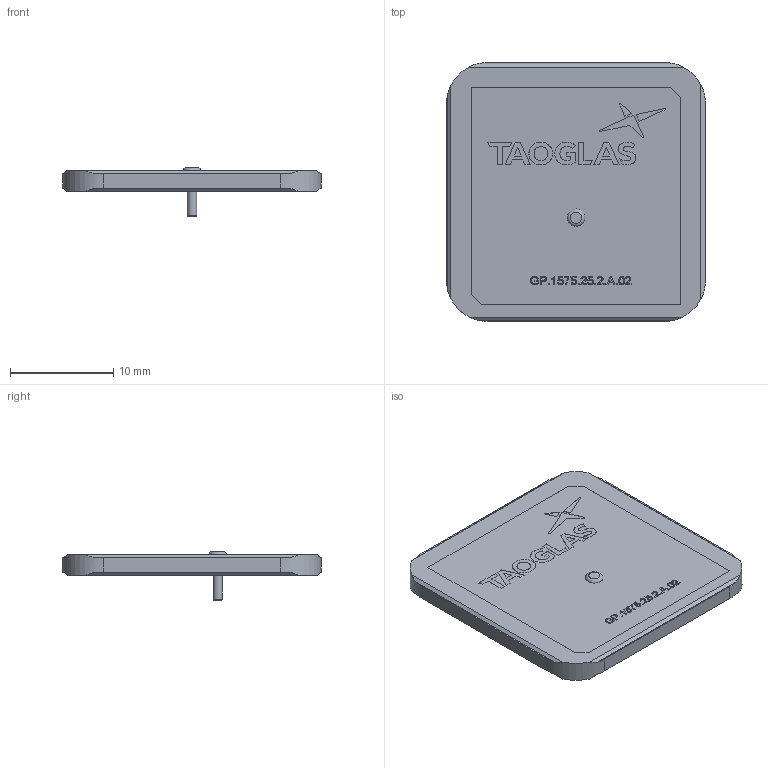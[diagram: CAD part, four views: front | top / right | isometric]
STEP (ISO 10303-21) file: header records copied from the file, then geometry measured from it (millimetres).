
FILE_DESCRIPTION(/* description */ ('STEP AP242 Edition 2','CAx-IF Rec.Pracs.---Representation and Presentation of Product Manufacturing Information (PMI)---4.0---2014-10-13','CAx-IF Rec.Pracs.---3D Tessellated Geometry---0.4---2014-09-14','2;1','CAx-IF Rec.Pracs.---User Defined Attributes---1.5---2016-08-15'),/* implementation_level */ '2;1');
FILE_NAME(/* name */ '698e4c7aa72acc7060296f36',/* time_stamp */ '2026-02-12T21:56:10Z',/* author */ (''),/* organization */ (''),/* preprocessor_version */ 'ST-DEVELOPER v20',/* originating_system */ 'ONSHAPE BY PTC INC, 1.210',/* authorisation */ ' ');
FILE_SCHEMA (('AP242_MANAGED_MODEL_BASED_3D_ENGINEERING_MIM_LF { 1 0 10303 442 3 1 4 }'));
Length unit declared in the file: metre
Products named in the file (1): GP.1575.25.2.A.02_Web
Bounding box: 25.1 x 25.1 x 4.7 mm (x, y, z)
Volume: 1222.4 mm3; surface area: 1399.8 mm2
Topology: 1 solids, 1 shells, 367 faces, 1004 edges, 669 vertices
Faces by surface type: plane 208, bspline 82, cylinder 62, sphere 13, torus 2
Full cylindrical faces by diameter (mm): 0.9 x1
Entity records: 13836 total; most frequent: CARTESIAN_POINT 4860, ORIENTED_EDGE 1966, DIRECTION 1494, EDGE_CURVE 983, VERTEX_POINT 657, LINE 540, VECTOR 540, AXIS2_PLACEMENT_3D 477
